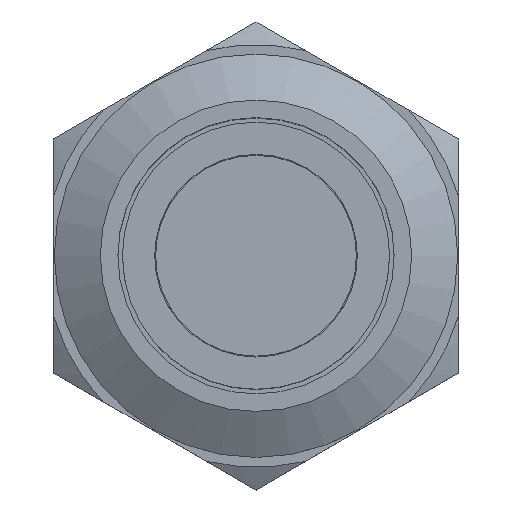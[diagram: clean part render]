
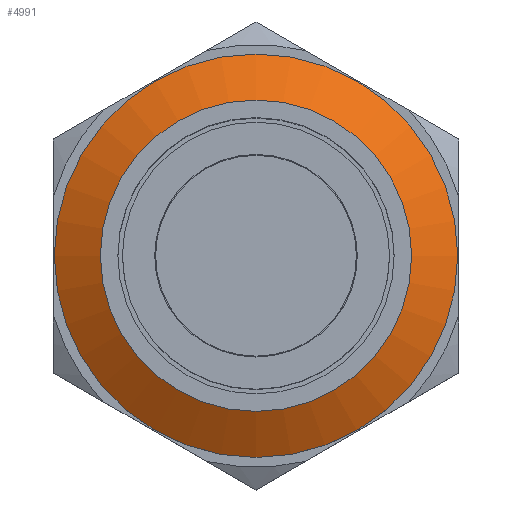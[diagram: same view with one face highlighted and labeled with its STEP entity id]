
A CAD part, top view. The second image highlights one B-rep face of the part: STEP entity #4991.
In plain terms, the highlighted conical face has half-angle 60 degrees and reference radius 9.7 mm.
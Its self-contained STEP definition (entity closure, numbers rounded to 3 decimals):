
#101=CONICAL_SURFACE('',#5377,9.7,1.047);
#388=FACE_OUTER_BOUND('',#660,.T.);
#660=EDGE_LOOP('',(#3541,#3542,#3543,#3544));
#937=CIRCLE('',#5378,8.45);
#938=CIRCLE('',#5379,10.95);
#1200=LINE('',#9579,#1679);
#1679=VECTOR('',#5874,9.7);
#2211=VERTEX_POINT('',#9576);
#2212=VERTEX_POINT('',#9578);
#2747=EDGE_CURVE('',#2211,#2211,#937,.T.);
#2748=EDGE_CURVE('',#2211,#2212,#1200,.T.);
#2749=EDGE_CURVE('',#2212,#2212,#938,.T.);
#3541=ORIENTED_EDGE('',*,*,#2747,.T.);
#3542=ORIENTED_EDGE('',*,*,#2748,.T.);
#3543=ORIENTED_EDGE('',*,*,#2749,.T.);
#3544=ORIENTED_EDGE('',*,*,#2748,.F.);
#4991=ADVANCED_FACE('',(#388),#101,.T.);
#5377=AXIS2_PLACEMENT_3D('',#9575,#5870,#5871);
#5378=AXIS2_PLACEMENT_3D('',#9577,#5872,#5873);
#5379=AXIS2_PLACEMENT_3D('',#9580,#5875,#5876);
#5870=DIRECTION('center_axis',(0.,0.,-1.));
#5871=DIRECTION('ref_axis',(1.,0.,0.));
#5872=DIRECTION('center_axis',(0.,0.,-1.));
#5873=DIRECTION('ref_axis',(1.,0.,0.));
#5874=DIRECTION('',(-0.866,0.,-0.5));
#5875=DIRECTION('center_axis',(0.,0.,1.));
#5876=DIRECTION('ref_axis',(1.,0.,0.));
#9575=CARTESIAN_POINT('Origin',(0.,0.,1.278));
#9576=CARTESIAN_POINT('',(-8.45,0.,2.));
#9577=CARTESIAN_POINT('Origin',(0.,0.,2.));
#9578=CARTESIAN_POINT('',(-10.95,0.,0.557));
#9579=CARTESIAN_POINT('',(-9.7,0.,1.278));
#9580=CARTESIAN_POINT('Origin',(0.,0.,0.557));
